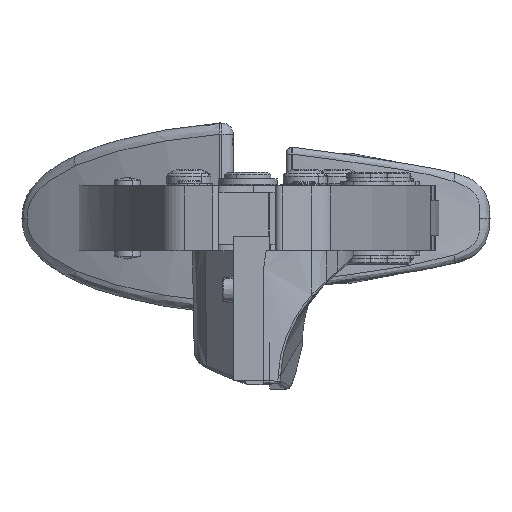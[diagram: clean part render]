
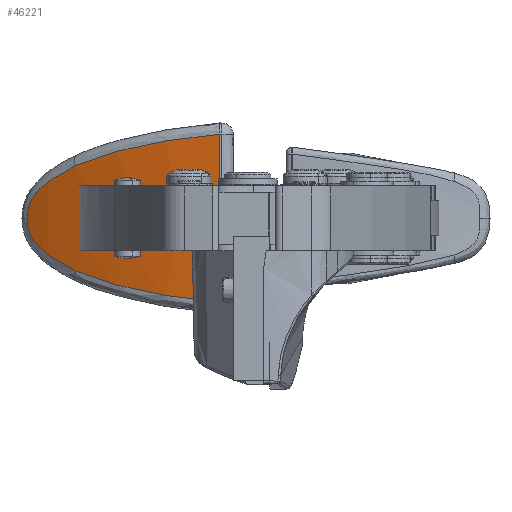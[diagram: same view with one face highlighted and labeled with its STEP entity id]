
A CAD part, left-side view. The second image highlights one B-rep face of the part: STEP entity #46221.
In plain terms, the highlighted cylindrical face has radius 95 mm (diameter 190 mm), a partial arc.
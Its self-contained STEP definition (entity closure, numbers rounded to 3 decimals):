
#46198=AXIS2_PLACEMENT_3D('Cylinder Axis2P3D',#46195,#46196,#46197) ;
#46202=AXIS2_PLACEMENT_3D('Circle Axis2P3D',#46200,#46201,$) ;
#46207=AXIS2_PLACEMENT_3D('Circle Axis2P3D',#46205,#46206,$) ;
#7772=CARTESIAN_POINT('Vertex',(69.137,46.915,44.14)) ;
#7775=CARTESIAN_POINT('Line Origine',(69.137,46.915,39.67)) ;
#7779=CARTESIAN_POINT('Vertex',(69.137,46.915,35.2)) ;
#7806=CARTESIAN_POINT('Vertex',(77.29,70.017,24.)) ;
#7855=CARTESIAN_POINT('Vertex',(77.29,70.017,35.2)) ;
#7858=CARTESIAN_POINT('Line Origine',(77.29,70.017,34.2)) ;
#13954=CARTESIAN_POINT('Vertex',(78.205,71.779,38.716)) ;
#13958=CARTESIAN_POINT('Control Point',(69.137,46.915,44.14)) ;
#13959=CARTESIAN_POINT('Control Point',(69.554,48.87,43.963)) ;
#13960=CARTESIAN_POINT('Control Point',(70.018,50.798,43.759)) ;
#13961=CARTESIAN_POINT('Control Point',(70.528,52.693,43.524)) ;
#13962=CARTESIAN_POINT('Control Point',(71.374,55.547,43.115)) ;
#13963=CARTESIAN_POINT('Control Point',(72.308,58.304,42.627)) ;
#13964=CARTESIAN_POINT('Control Point',(72.644,59.253,42.447)) ;
#13965=CARTESIAN_POINT('Control Point',(73.522,61.637,41.962)) ;
#13966=CARTESIAN_POINT('Control Point',(74.453,63.926,41.411)) ;
#13967=CARTESIAN_POINT('Control Point',(75.035,65.278,41.05)) ;
#13968=CARTESIAN_POINT('Control Point',(76.037,67.489,40.396)) ;
#13969=CARTESIAN_POINT('Control Point',(77.036,69.526,39.671)) ;
#13970=CARTESIAN_POINT('Control Point',(77.44,70.326,39.362)) ;
#13971=CARTESIAN_POINT('Control Point',(77.836,71.086,39.042)) ;
#13972=CARTESIAN_POINT('Control Point',(78.205,71.779,38.716)) ;
#16036=CARTESIAN_POINT('Vertex',(69.137,46.915,15.06)) ;
#16214=CARTESIAN_POINT('Line Origine',(69.137,46.915,19.53)) ;
#16218=CARTESIAN_POINT('Vertex',(69.137,46.915,24.)) ;
#18510=CARTESIAN_POINT('Vertex',(78.205,71.779,20.484)) ;
#18514=CARTESIAN_POINT('Control Point',(78.205,71.779,20.484)) ;
#18515=CARTESIAN_POINT('Control Point',(78.886,73.058,21.086)) ;
#18516=CARTESIAN_POINT('Control Point',(79.555,74.256,21.714)) ;
#18517=CARTESIAN_POINT('Control Point',(80.201,75.361,22.371)) ;
#18518=CARTESIAN_POINT('Control Point',(80.997,76.678,23.287)) ;
#18519=CARTESIAN_POINT('Control Point',(81.668,77.749,24.253)) ;
#18520=CARTESIAN_POINT('Control Point',(81.828,78.001,24.497)) ;
#18521=CARTESIAN_POINT('Control Point',(82.471,79.009,25.558)) ;
#18522=CARTESIAN_POINT('Control Point',(82.931,79.703,26.676)) ;
#18523=CARTESIAN_POINT('Control Point',(83.16,80.042,27.552)) ;
#18524=CARTESIAN_POINT('Control Point',(83.283,80.224,28.525)) ;
#18525=CARTESIAN_POINT('Control Point',(83.28,80.221,29.6)) ;
#18526=CARTESIAN_POINT('Vertex',(83.28,80.221,29.6)) ;
#38633=CARTESIAN_POINT('Control Point',(69.137,46.915,15.06)) ;
#38634=CARTESIAN_POINT('Control Point',(69.554,48.87,15.237)) ;
#38635=CARTESIAN_POINT('Control Point',(70.018,50.798,15.441)) ;
#38636=CARTESIAN_POINT('Control Point',(70.528,52.693,15.676)) ;
#38637=CARTESIAN_POINT('Control Point',(71.374,55.547,16.085)) ;
#38638=CARTESIAN_POINT('Control Point',(72.308,58.304,16.573)) ;
#38639=CARTESIAN_POINT('Control Point',(72.644,59.253,16.753)) ;
#38640=CARTESIAN_POINT('Control Point',(73.522,61.637,17.238)) ;
#38641=CARTESIAN_POINT('Control Point',(74.453,63.926,17.789)) ;
#38642=CARTESIAN_POINT('Control Point',(75.035,65.278,18.15)) ;
#38643=CARTESIAN_POINT('Control Point',(76.037,67.489,18.804)) ;
#38644=CARTESIAN_POINT('Control Point',(77.036,69.526,19.529)) ;
#38645=CARTESIAN_POINT('Control Point',(77.44,70.326,19.838)) ;
#38646=CARTESIAN_POINT('Control Point',(77.836,71.086,20.158)) ;
#38647=CARTESIAN_POINT('Control Point',(78.205,71.779,20.484)) ;
#39264=CARTESIAN_POINT('Control Point',(78.205,71.779,38.716)) ;
#39265=CARTESIAN_POINT('Control Point',(78.807,72.909,38.184)) ;
#39266=CARTESIAN_POINT('Control Point',(79.4,73.976,37.632)) ;
#39267=CARTESIAN_POINT('Control Point',(79.974,74.972,37.057)) ;
#39268=CARTESIAN_POINT('Control Point',(80.799,76.354,36.148)) ;
#39269=CARTESIAN_POINT('Control Point',(81.51,77.499,35.186)) ;
#39270=CARTESIAN_POINT('Control Point',(81.739,77.862,34.85)) ;
#39271=CARTESIAN_POINT('Control Point',(82.446,78.972,33.706)) ;
#39272=CARTESIAN_POINT('Control Point',(82.939,79.714,32.496)) ;
#39273=CARTESIAN_POINT('Control Point',(83.162,80.046,31.625)) ;
#39274=CARTESIAN_POINT('Control Point',(83.283,80.224,30.664)) ;
#39275=CARTESIAN_POINT('Control Point',(83.28,80.221,29.6)) ;
#46195=CARTESIAN_POINT('Axis2P3D Location',(162.051,27.115,29.6)) ;
#46200=CARTESIAN_POINT('Axis2P3D Location',(162.051,27.115,24.)) ;
#46205=CARTESIAN_POINT('Axis2P3D Location',(162.051,27.115,35.2)) ;
#7776=DIRECTION('Vector Direction',(0.,0.,1.)) ;
#7859=DIRECTION('Vector Direction',(0.,0.,-1.)) ;
#16215=DIRECTION('Vector Direction',(0.,0.,1.)) ;
#46196=DIRECTION('Axis2P3D Direction',(0.,0.,1.)) ;
#46197=DIRECTION('Axis2P3D XDirection',(-0.769,0.64,0.)) ;
#46201=DIRECTION('Axis2P3D Direction',(0.,0.,1.)) ;
#46206=DIRECTION('Axis2P3D Direction',(0.,0.,1.)) ;
#7777=VECTOR('Line Direction',#7776,1.) ;
#7860=VECTOR('Line Direction',#7859,1.) ;
#16216=VECTOR('Line Direction',#16215,1.) ;
#46211=ORIENTED_EDGE('',*,*,#7781,.T.) ;
#46212=ORIENTED_EDGE('',*,*,#13973,.F.) ;
#46213=ORIENTED_EDGE('',*,*,#39276,.F.) ;
#46214=ORIENTED_EDGE('',*,*,#18528,.F.) ;
#46215=ORIENTED_EDGE('',*,*,#38648,.F.) ;
#46216=ORIENTED_EDGE('',*,*,#16220,.T.) ;
#46217=ORIENTED_EDGE('',*,*,#46204,.T.) ;
#46218=ORIENTED_EDGE('',*,*,#7862,.F.) ;
#46219=ORIENTED_EDGE('',*,*,#46209,.F.) ;
#46221=ADVANCED_FACE('Hauptk\X2\00F6\X0\rper',(#46220),#46199,.T.) ;
#13957=B_SPLINE_CURVE_WITH_KNOTS('',5,(#13958,#13959,#13960,#13961,#13962,#13963,#13964,#13965,#13966,#13967,#13968,#13969,#13970,#13971,#13972),.UNSPECIFIED.,.F.,.U.,(6,3,3,3,6),(93.928,103.23,108.205,115.926,121.296),.UNSPECIFIED.) ;
#18513=B_SPLINE_CURVE_WITH_KNOTS('',5,(#18514,#18515,#18516,#18517,#18518,#18519,#18520,#18521,#18522,#18523,#18524,#18525),.UNSPECIFIED.,.F.,.U.,(6,3,3,6),(105.64,112.154,114.317,121.463),.UNSPECIFIED.) ;
#38632=B_SPLINE_CURVE_WITH_KNOTS('',5,(#38633,#38634,#38635,#38636,#38637,#38638,#38639,#38640,#38641,#38642,#38643,#38644,#38645,#38646,#38647),.UNSPECIFIED.,.F.,.U.,(6,3,3,3,6),(93.928,103.23,108.205,115.926,121.296),.UNSPECIFIED.) ;
#39263=B_SPLINE_CURVE_WITH_KNOTS('',5,(#39264,#39265,#39266,#39267,#39268,#39269,#39270,#39271,#39272,#39273,#39274,#39275),.UNSPECIFIED.,.F.,.U.,(6,3,3,6),(105.635,111.388,114.386,121.454),.UNSPECIFIED.) ;
#46203=CIRCLE('generated circle',#46202,95.) ;
#46208=CIRCLE('generated circle',#46207,95.) ;
#46199=CYLINDRICAL_SURFACE('generated cylinder',#46198,95.) ;
#7781=EDGE_CURVE('',#7780,#7773,#7778,.T.) ;
#7862=EDGE_CURVE('',#7856,#7807,#7861,.T.) ;
#13973=EDGE_CURVE('',#13955,#7773,#13957,.F.) ;
#16220=EDGE_CURVE('',#16037,#16219,#16217,.T.) ;
#18528=EDGE_CURVE('',#18511,#18527,#18513,.T.) ;
#38648=EDGE_CURVE('',#16037,#18511,#38632,.T.) ;
#39276=EDGE_CURVE('',#18527,#13955,#39263,.F.) ;
#46204=EDGE_CURVE('',#16219,#7807,#46203,.F.) ;
#46209=EDGE_CURVE('',#7780,#7856,#46208,.F.) ;
#46210=EDGE_LOOP('',(#46211,#46212,#46213,#46214,#46215,#46216,#46217,#46218,#46219)) ;
#46220=FACE_OUTER_BOUND('',#46210,.T.) ;
#7778=LINE('Line',#7775,#7777) ;
#7861=LINE('Line',#7858,#7860) ;
#16217=LINE('Line',#16214,#16216) ;
#7773=VERTEX_POINT('',#7772) ;
#7780=VERTEX_POINT('',#7779) ;
#7807=VERTEX_POINT('',#7806) ;
#7856=VERTEX_POINT('',#7855) ;
#13955=VERTEX_POINT('',#13954) ;
#16037=VERTEX_POINT('',#16036) ;
#16219=VERTEX_POINT('',#16218) ;
#18511=VERTEX_POINT('',#18510) ;
#18527=VERTEX_POINT('',#18526) ;
